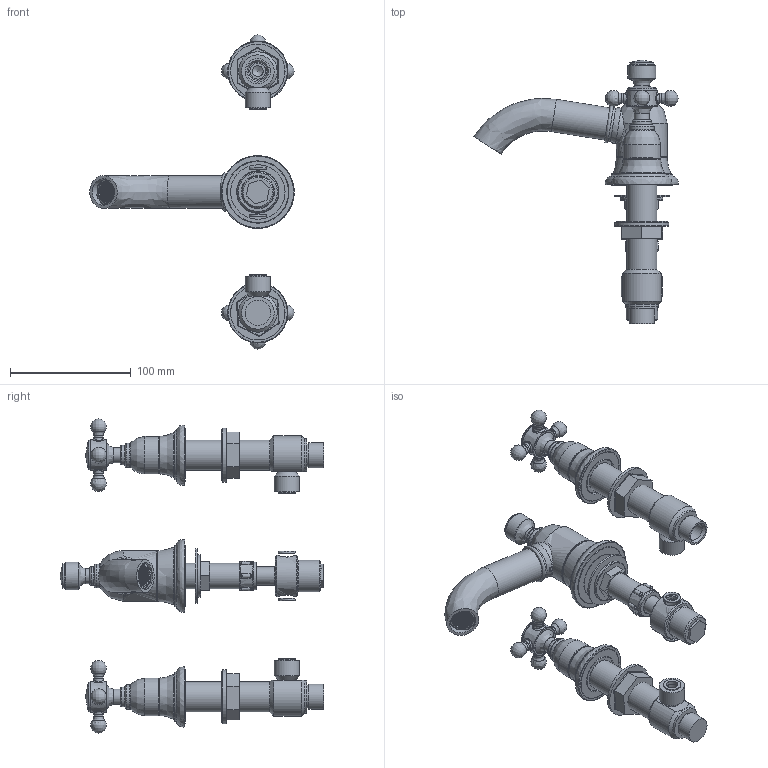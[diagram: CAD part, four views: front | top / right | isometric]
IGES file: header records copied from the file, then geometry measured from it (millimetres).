
Global section: file name: V2K14-X-NP; native system: Autodesk Inventor 2018; preprocessor: unknown; author: aduggalther; date: 20180907.102747; units: millimetre
Bounding box: 169.28 x 218.3 x 260.3 mm (x, y, z)
Volume: 443286 mm3; surface area: 175325.5 mm2
Topology: 47 solids, 48 shells, 2754 faces, 7179 edges, 4763 vertices
Faces by surface type: bspline 2754
